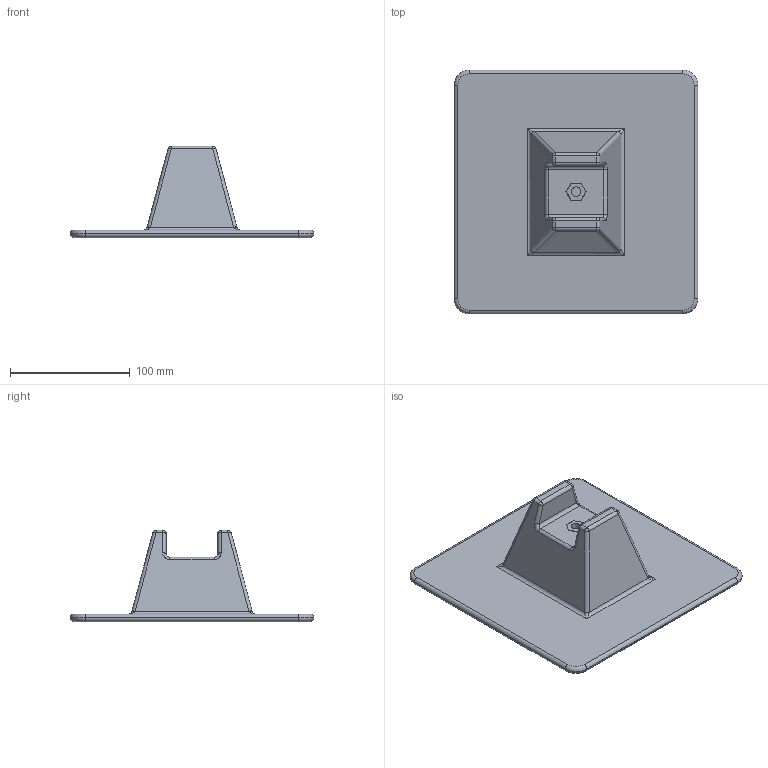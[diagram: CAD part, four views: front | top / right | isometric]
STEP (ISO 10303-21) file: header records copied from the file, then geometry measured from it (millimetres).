
FILE_DESCRIPTION((''),'2;1');
FILE_NAME('Unipier Base.stp','2012-11-21T13:48:20',('rdavis'),(''),'Autodesk Inventor 2013','Autodesk Inventor 2013','');
FILE_SCHEMA(('AUTOMOTIVE_DESIGN { 1 0 10303 214 1 1 1 1 }'));
Length unit declared in the file: inch
Products named in the file (3): Unipier Base; BASE MFSB8; Standoff
Assembly tree (2 placements, depth 2):
  Unipier Base
    BASE MFSB8
    Standoff
Bounding box: 203.2 x 203.2 x 76.2 mm (x, y, z)
Volume: 553110.1 mm3; surface area: 105419.3 mm2
Topology: 2 solids, 2 shells, 91 faces, 199 edges, 110 vertices
Faces by surface type: cylinder 37, plane 30, torus 8, sphere 8, bspline 8
Full cylindrical faces by diameter (mm): 7.925 x1
Entity records: 3030 total; most frequent: CARTESIAN_POINT 902, DIRECTION 424, ORIENTED_EDGE 388, EDGE_CURVE 194, AXIS2_PLACEMENT_3D 158, VERTEX_POINT 110, VECTOR 108, LINE 108
